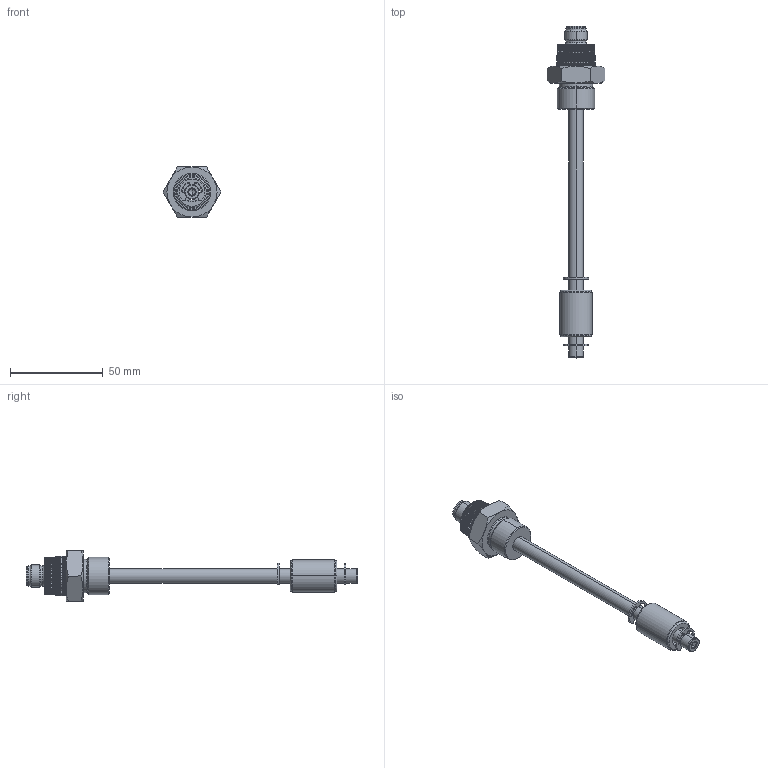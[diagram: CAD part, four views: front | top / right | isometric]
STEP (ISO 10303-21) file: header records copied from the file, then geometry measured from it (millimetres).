
FILE_DESCRIPTION (( 'STEP AP214' ), '1' );
FILE_NAME ('P40.STEP', '2020-02-12T15:48:01', ( '' ), ( '' ), 'SwSTEP 2.0', 'SolidWorks 2019', '' );
FILE_SCHEMA (( 'AUTOMOTIVE_DESIGN' ));
Length unit declared in the file: millimetre
Products named in the file (1): P40
Bounding box: 31.18 x 178.7 x 27 mm (x, y, z)
Surface area: 11719.7 mm2 (no closed solid volume)
Topology: 0 solids, 15 shells, 584 faces, 2137 edges, 1475 vertices
Faces by surface type: plane 349, cylinder 134, cone 78, torus 23
Entity records: 29512 total; most frequent: CARTESIAN_POINT 6625, ORIENTED_EDGE 3365, DIRECTION 2992, EDGE_CURVE 2135, VERTEX_POINT 1475, AXIS2_PLACEMENT_3D 1046, LINE 900, VECTOR 900
